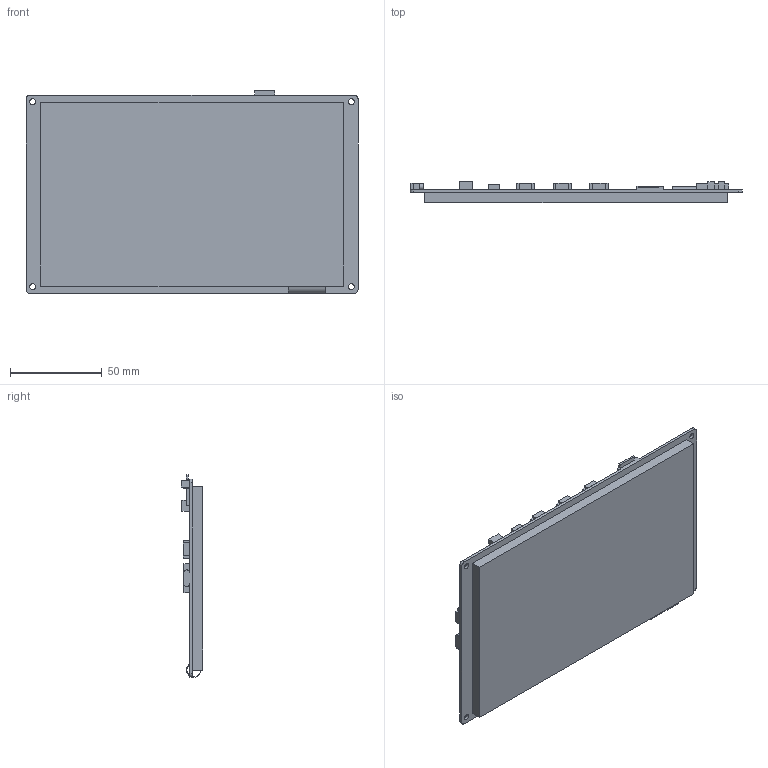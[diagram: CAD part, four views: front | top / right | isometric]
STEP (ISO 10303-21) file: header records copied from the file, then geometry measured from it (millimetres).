
FILE_DESCRIPTION(/* description */ ('Unknown'),/* implementation_level */ '2;1');
FILE_NAME(/* name */ 'ESP32-8048S070_7in Screen',/* time_stamp */ '2024-02-24T11:50:58-05:00',/* author */ ('Unknown'),/* organization */ ('Unknown'),/* preprocessor_version */ 'ST-DEVELOPER v19.4',/* originating_system */ 'Solid Edge',/* authorisation */ 'Unknown');
FILE_SCHEMA (('AUTOMOTIVE_DESIGN {1 0 10303 214 3 1 1}'));
Length unit declared in the file: millimetre
Products named in the file (1): ESP32-8048S070_7in Screen
Bounding box: 181 x 11.7 x 110.4 mm (x, y, z)
Volume: 124846.9 mm3; surface area: 44723.8 mm2
Topology: 1 solids, 1 shells, 100 faces, 268 edges, 180 vertices
Faces by surface type: plane 86, cylinder 14
Full cylindrical faces by diameter (mm): 3.2 x4
Entity records: 3803 total; most frequent: CARTESIAN_POINT 537, ORIENTED_EDGE 520, DIRECTION 490, EDGE_CURVE 260, LINE 232, VECTOR 232, VERTEX_POINT 176, AXIS2_PLACEMENT_3D 129
